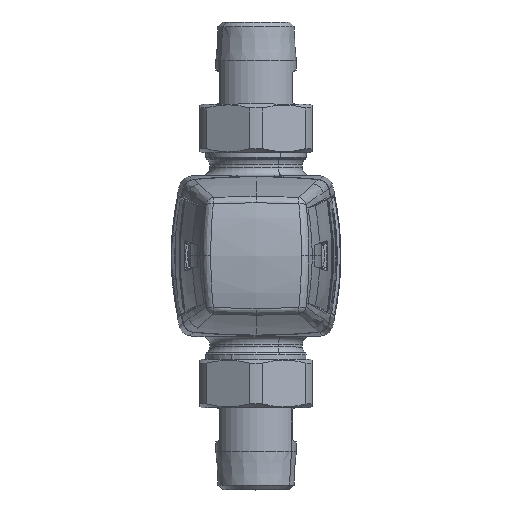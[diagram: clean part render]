
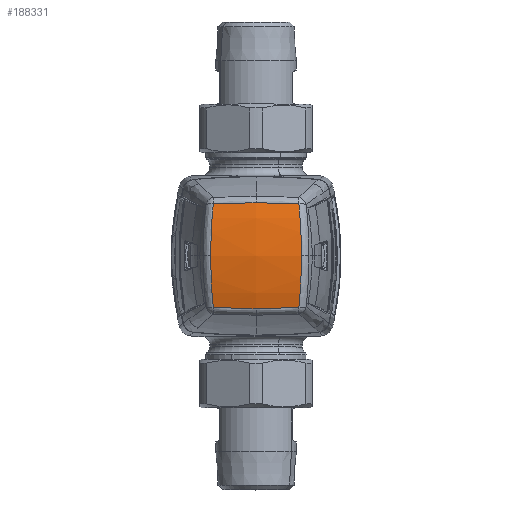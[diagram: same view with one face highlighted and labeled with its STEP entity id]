
A CAD part, top view. The second image highlights one B-rep face of the part: STEP entity #188331.
In plain terms, the highlighted face is a revolution surface.
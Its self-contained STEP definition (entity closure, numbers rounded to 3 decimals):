
#188247=CARTESIAN_POINT('Control Point',(-57.257,41.079,32.059)) ;
#188248=CARTESIAN_POINT('Control Point',(-62.197,26.863,41.1)) ;
#188249=CARTESIAN_POINT('Control Point',(-65.004,9.419,46.238)) ;
#188250=CARTESIAN_POINT('Control Point',(-65.005,-9.398,46.241)) ;
#188251=CARTESIAN_POINT('Control Point',(-62.201,-26.844,41.107)) ;
#188252=CARTESIAN_POINT('Control Point',(-57.263,-41.062,32.07)) ;
#188253=CARTESIAN_POINT('Axis1P Location',(0.,0.,-72.75)) ;
#188258=CARTESIAN_POINT('Control Point',(0.,17.448,57.791)) ;
#188259=CARTESIAN_POINT('Control Point',(-4.7,17.448,57.791)) ;
#188260=CARTESIAN_POINT('Control Point',(-9.399,17.314,57.571)) ;
#188261=CARTESIAN_POINT('Control Point',(-14.072,17.049,57.132)) ;
#188262=CARTESIAN_POINT('Vertex',(0.,17.448,57.791)) ;
#188264=CARTESIAN_POINT('Vertex',(-14.072,17.049,57.132)) ;
#188268=CARTESIAN_POINT('Control Point',(-14.944,0.,59.156)) ;
#188269=CARTESIAN_POINT('Control Point',(-14.944,5.732,59.156)) ;
#188270=CARTESIAN_POINT('Control Point',(-14.645,11.466,58.48)) ;
#188271=CARTESIAN_POINT('Control Point',(-14.072,17.049,57.132)) ;
#188272=CARTESIAN_POINT('Vertex',(-14.944,0.,59.156)) ;
#188276=CARTESIAN_POINT('Control Point',(-14.944,0.,59.156)) ;
#188277=CARTESIAN_POINT('Control Point',(-14.944,-5.732,59.156)) ;
#188278=CARTESIAN_POINT('Control Point',(-14.645,-11.466,58.48)) ;
#188279=CARTESIAN_POINT('Control Point',(-14.072,-17.049,57.132)) ;
#188280=CARTESIAN_POINT('Vertex',(-14.072,-17.049,57.132)) ;
#188284=CARTESIAN_POINT('Control Point',(0.,-17.448,57.791)) ;
#188285=CARTESIAN_POINT('Control Point',(-4.7,-17.448,57.791)) ;
#188286=CARTESIAN_POINT('Control Point',(-9.399,-17.314,57.571)) ;
#188287=CARTESIAN_POINT('Control Point',(-14.072,-17.049,57.132)) ;
#188288=CARTESIAN_POINT('Vertex',(0.,-17.448,57.791)) ;
#188292=CARTESIAN_POINT('Control Point',(0.,-17.448,57.791)) ;
#188293=CARTESIAN_POINT('Control Point',(4.7,-17.448,57.791)) ;
#188294=CARTESIAN_POINT('Control Point',(9.399,-17.314,57.571)) ;
#188295=CARTESIAN_POINT('Control Point',(14.072,-17.049,57.132)) ;
#188296=CARTESIAN_POINT('Vertex',(14.072,-17.049,57.132)) ;
#188300=CARTESIAN_POINT('Control Point',(14.944,0.,59.156)) ;
#188301=CARTESIAN_POINT('Control Point',(14.944,-5.732,59.156)) ;
#188302=CARTESIAN_POINT('Control Point',(14.645,-11.466,58.48)) ;
#188303=CARTESIAN_POINT('Control Point',(14.072,-17.049,57.132)) ;
#188304=CARTESIAN_POINT('Vertex',(14.944,0.,59.156)) ;
#188308=CARTESIAN_POINT('Control Point',(14.944,0.,59.156)) ;
#188309=CARTESIAN_POINT('Control Point',(14.944,5.732,59.156)) ;
#188310=CARTESIAN_POINT('Control Point',(14.645,11.466,58.48)) ;
#188311=CARTESIAN_POINT('Control Point',(14.072,17.049,57.132)) ;
#188312=CARTESIAN_POINT('Vertex',(14.072,17.049,57.132)) ;
#188316=CARTESIAN_POINT('Control Point',(0.,17.448,57.791)) ;
#188317=CARTESIAN_POINT('Control Point',(4.7,17.448,57.791)) ;
#188318=CARTESIAN_POINT('Control Point',(9.399,17.314,57.571)) ;
#188319=CARTESIAN_POINT('Control Point',(14.072,17.049,57.132)) ;
#188254=DIRECTION('Axis1P Direction',(-0.,1.,-0.)) ;
#188322=ORIENTED_EDGE('',*,*,#188266,.T.) ;
#188323=ORIENTED_EDGE('',*,*,#188274,.T.) ;
#188324=ORIENTED_EDGE('',*,*,#188282,.T.) ;
#188325=ORIENTED_EDGE('',*,*,#188290,.T.) ;
#188326=ORIENTED_EDGE('',*,*,#188298,.T.) ;
#188327=ORIENTED_EDGE('',*,*,#188306,.T.) ;
#188328=ORIENTED_EDGE('',*,*,#188314,.T.) ;
#188329=ORIENTED_EDGE('',*,*,#188320,.T.) ;
#188331=ADVANCED_FACE('PartBody',(#188330),#188256,.F.) ;
#188255=AXIS1_PLACEMENT('Revolution Surface Axis1P',#188253,#188254) ;
#188246=B_SPLINE_CURVE_WITH_KNOTS('',5,(#188247,#188248,#188249,#188250,#188251,#188252),.UNSPECIFIED.,.F.,.U.,(6,6),(-43.9,43.88),.UNSPECIFIED.) ;
#188257=B_SPLINE_CURVE_WITH_KNOTS('',3,(#188258,#188259,#188260,#188261),.UNSPECIFIED.,.F.,.U.,(4,4),(26.123,41.882),.UNSPECIFIED.) ;
#188267=B_SPLINE_CURVE_WITH_KNOTS('',3,(#188268,#188269,#188270,#188271),.UNSPECIFIED.,.F.,.U.,(4,4),(38.994,63.713),.UNSPECIFIED.) ;
#188275=B_SPLINE_CURVE_WITH_KNOTS('',3,(#188276,#188277,#188278,#188279),.UNSPECIFIED.,.F.,.U.,(4,4),(38.994,63.713),.UNSPECIFIED.) ;
#188283=B_SPLINE_CURVE_WITH_KNOTS('',3,(#188284,#188285,#188286,#188287),.UNSPECIFIED.,.F.,.U.,(4,4),(26.124,41.883),.UNSPECIFIED.) ;
#188291=B_SPLINE_CURVE_WITH_KNOTS('',3,(#188292,#188293,#188294,#188295),.UNSPECIFIED.,.F.,.U.,(4,4),(26.124,41.883),.UNSPECIFIED.) ;
#188299=B_SPLINE_CURVE_WITH_KNOTS('',3,(#188300,#188301,#188302,#188303),.UNSPECIFIED.,.F.,.U.,(4,4),(38.994,63.713),.UNSPECIFIED.) ;
#188307=B_SPLINE_CURVE_WITH_KNOTS('',3,(#188308,#188309,#188310,#188311),.UNSPECIFIED.,.F.,.U.,(4,4),(38.994,63.713),.UNSPECIFIED.) ;
#188315=B_SPLINE_CURVE_WITH_KNOTS('',3,(#188316,#188317,#188318,#188319),.UNSPECIFIED.,.F.,.U.,(4,4),(26.124,41.883),.UNSPECIFIED.) ;
#188266=EDGE_CURVE('',#188263,#188265,#188257,.T.) ;
#188274=EDGE_CURVE('',#188265,#188273,#188267,.F.) ;
#188282=EDGE_CURVE('',#188273,#188281,#188275,.T.) ;
#188290=EDGE_CURVE('',#188281,#188289,#188283,.F.) ;
#188298=EDGE_CURVE('',#188289,#188297,#188291,.T.) ;
#188306=EDGE_CURVE('',#188297,#188305,#188299,.F.) ;
#188314=EDGE_CURVE('',#188305,#188313,#188307,.T.) ;
#188320=EDGE_CURVE('',#188313,#188263,#188315,.F.) ;
#188321=EDGE_LOOP('',(#188322,#188323,#188324,#188325,#188326,#188327,#188328,#188329)) ;
#188330=FACE_OUTER_BOUND('',#188321,.T.) ;
#188256=SURFACE_OF_REVOLUTION('homeo Torus',#188246,#188255) ;
#188263=VERTEX_POINT('',#188262) ;
#188265=VERTEX_POINT('',#188264) ;
#188273=VERTEX_POINT('',#188272) ;
#188281=VERTEX_POINT('',#188280) ;
#188289=VERTEX_POINT('',#188288) ;
#188297=VERTEX_POINT('',#188296) ;
#188305=VERTEX_POINT('',#188304) ;
#188313=VERTEX_POINT('',#188312) ;
